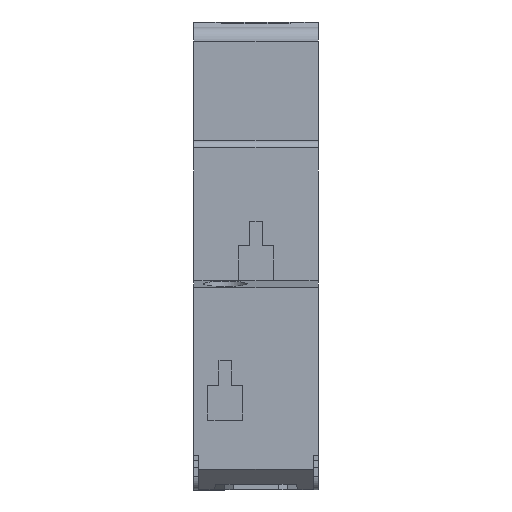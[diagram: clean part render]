
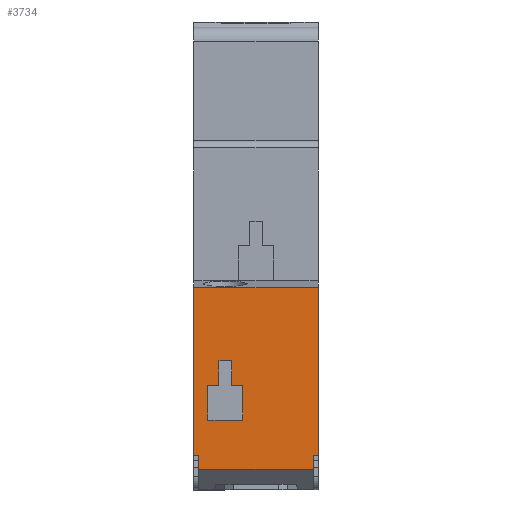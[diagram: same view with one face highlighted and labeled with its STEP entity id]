
A CAD part, front view. The second image highlights one B-rep face of the part: STEP entity #3734.
In plain terms, the highlighted planar face has unit normal (0, -1, 0).
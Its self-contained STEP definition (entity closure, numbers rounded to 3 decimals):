
#25 = EDGE_CURVE ( 'NONE', #4994, #5909, #4018, .T. ) ;
#28 = ORIENTED_EDGE ( 'NONE', *, *, #639, .F. ) ;
#141 = ORIENTED_EDGE ( 'NONE', *, *, #4696, .T. ) ;
#163 = ORIENTED_EDGE ( 'NONE', *, *, #1602, .T. ) ;
#165 = VECTOR ( 'NONE', #5645, 1000. ) ;
#247 = FACE_OUTER_BOUND ( 'NONE', #5606, .T. ) ;
#301 = LINE ( 'NONE', #3364, #756 ) ;
#311 = CARTESIAN_POINT ( 'NONE',  ( 8.2, -41.75, -29.892 ) ) ;
#325 = ORIENTED_EDGE ( 'NONE', *, *, #6005, .T. ) ;
#333 = CARTESIAN_POINT ( 'NONE',  ( -1.9, -41.75, -49. ) ) ;
#451 = CARTESIAN_POINT ( 'NONE',  ( -6.9, -41.75, -54. ) ) ;
#526 = LINE ( 'NONE', #4684, #4772 ) ;
#617 = ORIENTED_EDGE ( 'NONE', *, *, #5151, .T. ) ;
#638 = CARTESIAN_POINT ( 'NONE',  ( -6.9, -41.75, -54. ) ) ;
#639 = EDGE_CURVE ( 'NONE', #6440, #4971, #3858, .T. ) ;
#654 = VERTEX_POINT ( 'NONE', #6441 ) ;
#751 = PLANE ( 'NONE',  #1865 ) ;
#756 = VECTOR ( 'NONE', #6019, 1000. ) ;
#902 = EDGE_CURVE ( 'NONE', #654, #2664, #2564, .T. ) ;
#918 = VERTEX_POINT ( 'NONE', #3069 ) ;
#960 = VECTOR ( 'NONE', #4412, 1000. ) ;
#964 = DIRECTION ( 'NONE',  ( 0., 0., -1. ) ) ;
#1074 = DIRECTION ( 'NONE',  ( 1., 0., 0. ) ) ;
#1120 = VERTEX_POINT ( 'NONE', #1952 ) ;
#1141 = EDGE_CURVE ( 'NONE', #4971, #2778, #5516, .T. ) ;
#1192 = LINE ( 'NONE', #6335, #4034 ) ;
#1348 = EDGE_CURVE ( 'NONE', #918, #2664, #4707, .T. ) ;
#1425 = VECTOR ( 'NONE', #2458, 1000. ) ;
#1470 = DIRECTION ( 'NONE',  ( -1., 0., 0. ) ) ;
#1475 = CARTESIAN_POINT ( 'NONE',  ( -3.5, -41.75, -49. ) ) ;
#1478 = ORIENTED_EDGE ( 'NONE', *, *, #3522, .T. ) ;
#1495 = CARTESIAN_POINT ( 'NONE',  ( 8.9, -41.75, -59. ) ) ;
#1502 = ORIENTED_EDGE ( 'NONE', *, *, #4719, .T. ) ;
#1519 = EDGE_CURVE ( 'NONE', #3979, #2778, #2284, .T. ) ;
#1598 = DIRECTION ( 'NONE',  ( 0., 0., -1. ) ) ;
#1602 = EDGE_CURVE ( 'NONE', #4926, #5186, #301, .T. ) ;
#1656 = CARTESIAN_POINT ( 'NONE',  ( -1.9, -41.75, -54. ) ) ;
#1732 = DIRECTION ( 'NONE',  ( 0., 0., -1. ) ) ;
#1754 = VECTOR ( 'NONE', #5088, 1000. ) ;
#1865 = AXIS2_PLACEMENT_3D ( 'NONE', #3889, #4917, #5619 ) ;
#1904 = DIRECTION ( 'NONE',  ( 1., 0., 0. ) ) ;
#1952 = CARTESIAN_POINT ( 'NONE',  ( 8.9, -41.75, -35. ) ) ;
#2005 = ORIENTED_EDGE ( 'NONE', *, *, #1519, .T. ) ;
#2058 = CARTESIAN_POINT ( 'NONE',  ( -8.2, -41.75, -29.892 ) ) ;
#2081 = VECTOR ( 'NONE', #5765, 1000. ) ;
#2120 = CARTESIAN_POINT ( 'NONE',  ( -8.2, -41.75, -61. ) ) ;
#2167 = VECTOR ( 'NONE', #1470, 1000. ) ;
#2196 = ORIENTED_EDGE ( 'NONE', *, *, #3354, .T. ) ;
#2283 = ORIENTED_EDGE ( 'NONE', *, *, #2311, .T. ) ;
#2284 = LINE ( 'NONE', #6052, #5760 ) ;
#2311 = EDGE_CURVE ( 'NONE', #5186, #4994, #4629, .T. ) ;
#2458 = DIRECTION ( 'NONE',  ( 0., 0., -1. ) ) ;
#2490 = CARTESIAN_POINT ( 'NONE',  ( -8.9, -41.75, -59. ) ) ;
#2519 = CARTESIAN_POINT ( 'NONE',  ( -3.5, -41.75, -49. ) ) ;
#2523 = EDGE_LOOP ( 'NONE', ( #3249, #141, #1478, #163, #2283, #4082, #325, #1502 ) ) ;
#2564 = LINE ( 'NONE', #2630, #5924 ) ;
#2630 = CARTESIAN_POINT ( 'NONE',  ( -8.9, -41.75, -35. ) ) ;
#2664 = VERTEX_POINT ( 'NONE', #5063 ) ;
#2712 = DIRECTION ( 'NONE',  ( 0., 0., 1. ) ) ;
#2733 = LINE ( 'NONE', #3303, #2081 ) ;
#2738 = CARTESIAN_POINT ( 'NONE',  ( 8.9, -41.75, -59. ) ) ;
#2757 = ORIENTED_EDGE ( 'NONE', *, *, #1141, .F. ) ;
#2778 = VERTEX_POINT ( 'NONE', #6000 ) ;
#2933 = CARTESIAN_POINT ( 'NONE',  ( -5.3, -41.75, -45.5 ) ) ;
#3062 = ORIENTED_EDGE ( 'NONE', *, *, #1348, .F. ) ;
#3069 = CARTESIAN_POINT ( 'NONE',  ( -8.2, -41.75, -59. ) ) ;
#3249 = ORIENTED_EDGE ( 'NONE', *, *, #5438, .T. ) ;
#3303 = CARTESIAN_POINT ( 'NONE',  ( -5.3, -41.75, -49. ) ) ;
#3354 = EDGE_CURVE ( 'NONE', #918, #3979, #6141, .T. ) ;
#3364 = CARTESIAN_POINT ( 'NONE',  ( -5.3, -41.75, -45.5 ) ) ;
#3522 = EDGE_CURVE ( 'NONE', #4709, #4926, #2733, .T. ) ;
#3554 = LINE ( 'NONE', #6170, #4947 ) ;
#3605 = CARTESIAN_POINT ( 'NONE',  ( 8.9, -41.75, -35. ) ) ;
#3707 = VECTOR ( 'NONE', #2712, 1000. ) ;
#3734 = ADVANCED_FACE ( 'NONE', ( #247, #5417 ), #751, .F. ) ;
#3858 = LINE ( 'NONE', #2738, #960 ) ;
#3889 = CARTESIAN_POINT ( 'NONE',  ( 8.9, -41.75, -35. ) ) ;
#3979 = VERTEX_POINT ( 'NONE', #2120 ) ;
#4018 = LINE ( 'NONE', #333, #165 ) ;
#4034 = VECTOR ( 'NONE', #5855, 1000. ) ;
#4082 = ORIENTED_EDGE ( 'NONE', *, *, #25, .T. ) ;
#4096 = CARTESIAN_POINT ( 'NONE',  ( 8.2, -41.75, -59. ) ) ;
#4306 = LINE ( 'NONE', #1656, #5633 ) ;
#4412 = DIRECTION ( 'NONE',  ( -1., 0., 0. ) ) ;
#4449 = CARTESIAN_POINT ( 'NONE',  ( -6.9, -41.75, -49. ) ) ;
#4629 = LINE ( 'NONE', #2519, #4660 ) ;
#4660 = VECTOR ( 'NONE', #1598, 1000. ) ;
#4684 = CARTESIAN_POINT ( 'NONE',  ( -6.9, -41.75, -49. ) ) ;
#4696 = EDGE_CURVE ( 'NONE', #5953, #4709, #526, .T. ) ;
#4707 = LINE ( 'NONE', #2490, #2167 ) ;
#4709 = VERTEX_POINT ( 'NONE', #6374 ) ;
#4719 = EDGE_CURVE ( 'NONE', #5790, #6049, #4306, .T. ) ;
#4772 = VECTOR ( 'NONE', #1074, 1000. ) ;
#4917 = DIRECTION ( 'NONE',  ( 0., 1., 0. ) ) ;
#4926 = VERTEX_POINT ( 'NONE', #2933 ) ;
#4947 = VECTOR ( 'NONE', #964, 1000. ) ;
#4971 = VERTEX_POINT ( 'NONE', #4096 ) ;
#4994 = VERTEX_POINT ( 'NONE', #1475 ) ;
#5039 = VECTOR ( 'NONE', #1732, 1000. ) ;
#5063 = CARTESIAN_POINT ( 'NONE',  ( -8.9, -41.75, -59. ) ) ;
#5088 = DIRECTION ( 'NONE',  ( 0., 0., -1. ) ) ;
#5151 = EDGE_CURVE ( 'NONE', #1120, #654, #1192, .T. ) ;
#5186 = VERTEX_POINT ( 'NONE', #6304 ) ;
#5292 = DIRECTION ( 'NONE',  ( -1., 0., 0. ) ) ;
#5303 = LINE ( 'NONE', #638, #3707 ) ;
#5417 = FACE_BOUND ( 'NONE', #2523, .T. ) ;
#5438 = EDGE_CURVE ( 'NONE', #6049, #5953, #5303, .T. ) ;
#5461 = CARTESIAN_POINT ( 'NONE',  ( -1.9, -41.75, -49. ) ) ;
#5516 = LINE ( 'NONE', #311, #1425 ) ;
#5606 = EDGE_LOOP ( 'NONE', ( #6460, #3062, #2196, #2005, #2757, #28, #5675, #617 ) ) ;
#5619 = DIRECTION ( 'NONE',  ( 0., 0., 1. ) ) ;
#5633 = VECTOR ( 'NONE', #5292, 1000. ) ;
#5645 = DIRECTION ( 'NONE',  ( 1., 0., 0. ) ) ;
#5661 = DIRECTION ( 'NONE',  ( 0., 0., -1. ) ) ;
#5675 = ORIENTED_EDGE ( 'NONE', *, *, #6524, .F. ) ;
#5760 = VECTOR ( 'NONE', #1904, 1000. ) ;
#5765 = DIRECTION ( 'NONE',  ( 0., 0., 1. ) ) ;
#5790 = VERTEX_POINT ( 'NONE', #6408 ) ;
#5855 = DIRECTION ( 'NONE',  ( -1., 0., 0. ) ) ;
#5909 = VERTEX_POINT ( 'NONE', #5461 ) ;
#5924 = VECTOR ( 'NONE', #5661, 1000. ) ;
#5953 = VERTEX_POINT ( 'NONE', #4449 ) ;
#6000 = CARTESIAN_POINT ( 'NONE',  ( 8.2, -41.75, -61. ) ) ;
#6005 = EDGE_CURVE ( 'NONE', #5909, #5790, #3554, .T. ) ;
#6019 = DIRECTION ( 'NONE',  ( 1., 0., 0. ) ) ;
#6049 = VERTEX_POINT ( 'NONE', #451 ) ;
#6052 = CARTESIAN_POINT ( 'NONE',  ( 8.9, -41.75, -61. ) ) ;
#6141 = LINE ( 'NONE', #2058, #1754 ) ;
#6170 = CARTESIAN_POINT ( 'NONE',  ( -1.9, -41.75, -54. ) ) ;
#6304 = CARTESIAN_POINT ( 'NONE',  ( -3.5, -41.75, -45.5 ) ) ;
#6335 = CARTESIAN_POINT ( 'NONE',  ( 8.9, -41.75, -35. ) ) ;
#6374 = CARTESIAN_POINT ( 'NONE',  ( -5.3, -41.75, -49. ) ) ;
#6408 = CARTESIAN_POINT ( 'NONE',  ( -1.9, -41.75, -54. ) ) ;
#6440 = VERTEX_POINT ( 'NONE', #1495 ) ;
#6441 = CARTESIAN_POINT ( 'NONE',  ( -8.9, -41.75, -35. ) ) ;
#6460 = ORIENTED_EDGE ( 'NONE', *, *, #902, .T. ) ;
#6524 = EDGE_CURVE ( 'NONE', #1120, #6440, #6691, .T. ) ;
#6691 = LINE ( 'NONE', #3605, #5039 ) ;
